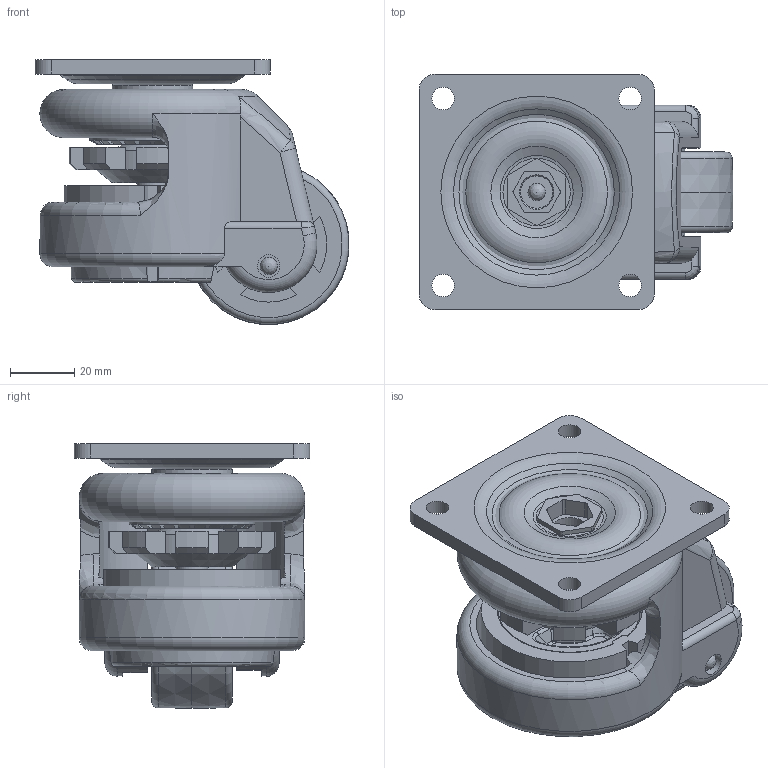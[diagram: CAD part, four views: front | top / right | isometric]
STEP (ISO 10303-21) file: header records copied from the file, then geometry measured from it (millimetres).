
FILE_DESCRIPTION((''),'2;1');
FILE_NAME('GDN-60F.stp','2010-12-27T17:05:25',('Administrator'),(''),'Autodesk Inventor 2009','Autodesk Inventor 2009','');
FILE_SCHEMA(('AUTOMOTIVE_DESIGN { 1 0 10303 214 1 1 1 1 }'));
Length unit declared in the file: millimetre
Products named in the file (1): GDN-60F
Bounding box: 97.4 x 73 x 82.15 mm (x, y, z)
Volume: 229640.3 mm3; surface area: 70867.2 mm2
Topology: 8 solids, 8 shells, 587 faces, 1514 edges, 965 vertices
Faces by surface type: plane 301, cylinder 157, cone 57, bspline 48, torus 18, sphere 6
Full cylindrical faces by diameter (mm): 2 x1, 3 x3, 7 x6, 8 x1, 8.4 x1, 10 x4, 10.7 x1, 18.9 x1, 19.4 x1, 20 x2, 25 x2, 27 x1, 39 x1, 39.4 x1
Entity records: 21778 total; most frequent: CARTESIAN_POINT 8060, DIRECTION 2847, ORIENTED_EDGE 2846, EDGE_CURVE 1423, AXIS2_PLACEMENT_3D 1092, VERTEX_POINT 939, EDGE_LOOP 686, VECTOR 663
